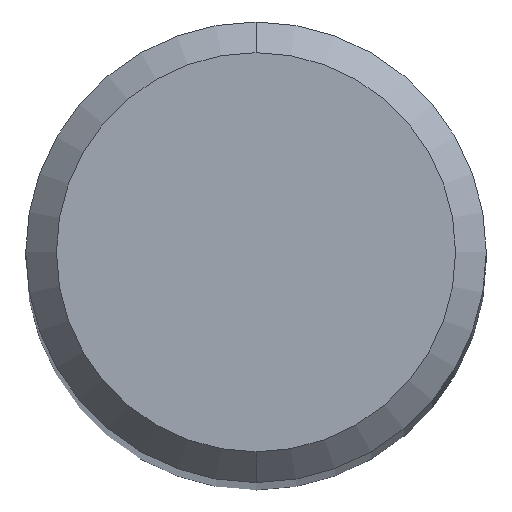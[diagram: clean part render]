
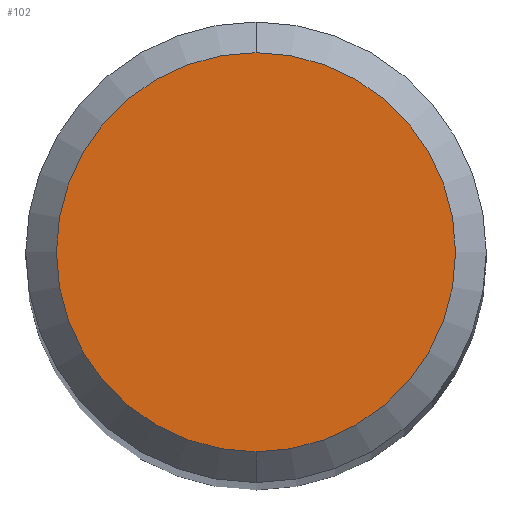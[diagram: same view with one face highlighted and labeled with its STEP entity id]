
A CAD part, top view. The second image highlights one B-rep face of the part: STEP entity #102.
In plain terms, the highlighted planar face has unit normal (0, 0, 1).
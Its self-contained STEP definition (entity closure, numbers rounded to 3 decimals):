
#102=ADVANCED_FACE('',(#256),#257,.T.);
#110=VERTEX_POINT('',#266);
#146=EDGE_CURVE('',#110,#216,#307,.T.);
#216=VERTEX_POINT('',#386);
#222=EDGE_CURVE('',#216,#110,#392,.T.);
#256=FACE_OUTER_BOUND('',#419,.T.);
#257=PLANE('',#420);
#266=CARTESIAN_POINT('',(0.,-2.6,0.0));
#307=CIRCLE('',#483,2.6);
#386=CARTESIAN_POINT('',(0.0,2.6,0.0));
#392=CIRCLE('',#589,2.6);
#419=EDGE_LOOP('',(#615,#616));
#420=AXIS2_PLACEMENT_3D('',#617,#618,#619);
#483=AXIS2_PLACEMENT_3D('',#687,#688,#689);
#589=AXIS2_PLACEMENT_3D('',#790,#791,#792);
#615=ORIENTED_EDGE('',*,*,#222,.F.);
#616=ORIENTED_EDGE('',*,*,#146,.F.);
#617=CARTESIAN_POINT('',(0.0,1.3,0.0));
#618=DIRECTION('',(-0.0,0.0,1.0));
#619=DIRECTION('',(0.0,-1.0,0.0));
#687=CARTESIAN_POINT('',(0.0,0.0,0.0));
#688=DIRECTION('',(0.0,0.0,-1.0));
#689=DIRECTION('',(0.0,1.0,0.0));
#790=CARTESIAN_POINT('',(0.0,0.0,0.0));
#791=DIRECTION('',(0.0,0.0,-1.0));
#792=DIRECTION('',(0.0,1.0,0.0));
